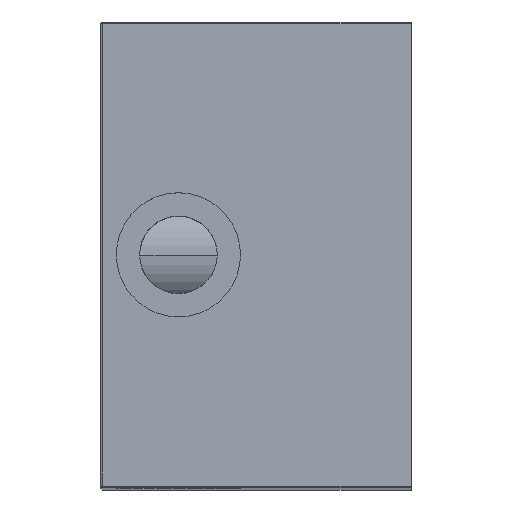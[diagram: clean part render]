
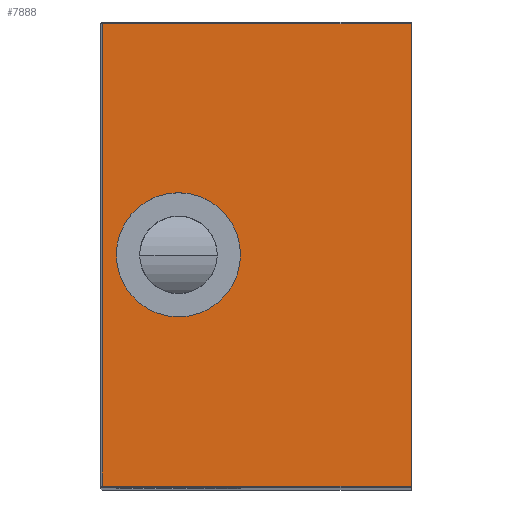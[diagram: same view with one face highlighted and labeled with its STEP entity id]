
A CAD part, top view. The second image highlights one B-rep face of the part: STEP entity #7888.
In plain terms, the highlighted planar face has unit normal (0, 0, 1).
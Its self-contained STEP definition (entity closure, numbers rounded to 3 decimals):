
#16 = ORIENTED_EDGE ( 'NONE', *, *, #8864, .F. ) ;
#186 = CIRCLE ( 'NONE', #3902, 4. ) ;
#324 = EDGE_LOOP ( 'NONE', ( #6763, #7445, #8190, #5825 ) ) ;
#330 = FACE_BOUND ( 'NONE', #5704, .T. ) ;
#619 = CARTESIAN_POINT ( 'NONE',  ( -15., 0., 65. ) ) ;
#819 = VECTOR ( 'NONE', #4771, 1000. ) ;
#1129 = VERTEX_POINT ( 'NONE', #5771 ) ;
#1450 = EDGE_CURVE ( 'NONE', #7293, #7053, #9098, .T. ) ;
#1491 = EDGE_CURVE ( 'NONE', #5922, #7053, #6181, .T. ) ;
#1876 = CARTESIAN_POINT ( 'NONE',  ( 20., 14.9, 65. ) ) ;
#2279 = CIRCLE ( 'NONE', #3472, 4. ) ;
#2330 = VECTOR ( 'NONE', #6054, 1000. ) ;
#3263 = DIRECTION ( 'NONE',  ( 0., -1., 0. ) ) ;
#3309 = DIRECTION ( 'NONE',  ( 1., 0., 0. ) ) ;
#3400 = CARTESIAN_POINT ( 'NONE',  ( 20., -14.9, 65. ) ) ;
#3472 = AXIS2_PLACEMENT_3D ( 'NONE', #4631, #8269, #8920 ) ;
#3548 = EDGE_CURVE ( 'NONE', #5922, #4259, #4645, .T. ) ;
#3836 = CARTESIAN_POINT ( 'NONE',  ( 20., -15., 65. ) ) ;
#3902 = AXIS2_PLACEMENT_3D ( 'NONE', #619, #6938, #6379 ) ;
#4026 = EDGE_CURVE ( 'NONE', #4259, #7293, #6838, .T. ) ;
#4045 = CARTESIAN_POINT ( 'NONE',  ( 0., -14.9, 65. ) ) ;
#4259 = VERTEX_POINT ( 'NONE', #7494 ) ;
#4627 = DIRECTION ( 'NONE',  ( 0., 0., -1. ) ) ;
#4631 = CARTESIAN_POINT ( 'NONE',  ( -15., 0., 65. ) ) ;
#4645 = LINE ( 'NONE', #1876, #2330 ) ;
#4771 = DIRECTION ( 'NONE',  ( 0., -1., 0. ) ) ;
#4840 = CARTESIAN_POINT ( 'NONE',  ( 0., 14.9, 65. ) ) ;
#5291 = FACE_OUTER_BOUND ( 'NONE', #324, .T. ) ;
#5293 = CARTESIAN_POINT ( 'NONE',  ( -19.9, -15., 65. ) ) ;
#5476 = CARTESIAN_POINT ( 'NONE',  ( 0., -15., 65. ) ) ;
#5704 = EDGE_LOOP ( 'NONE', ( #7048, #16 ) ) ;
#5760 = VERTEX_POINT ( 'NONE', #5930 ) ;
#5771 = CARTESIAN_POINT ( 'NONE',  ( -11., 0., 65. ) ) ;
#5825 = ORIENTED_EDGE ( 'NONE', *, *, #1491, .F. ) ;
#5922 = VERTEX_POINT ( 'NONE', #4840 ) ;
#5930 = CARTESIAN_POINT ( 'NONE',  ( -19., 0., 65. ) ) ;
#6054 = DIRECTION ( 'NONE',  ( -1., 0., 0. ) ) ;
#6181 = LINE ( 'NONE', #5476, #819 ) ;
#6379 = DIRECTION ( 'NONE',  ( 1., 0., 0. ) ) ;
#6695 = DIRECTION ( 'NONE',  ( -1., 0., 0. ) ) ;
#6763 = ORIENTED_EDGE ( 'NONE', *, *, #3548, .T. ) ;
#6838 = LINE ( 'NONE', #5293, #7569 ) ;
#6938 = DIRECTION ( 'NONE',  ( 0., 0., 1. ) ) ;
#7048 = ORIENTED_EDGE ( 'NONE', *, *, #7594, .F. ) ;
#7053 = VERTEX_POINT ( 'NONE', #4045 ) ;
#7180 = CARTESIAN_POINT ( 'NONE',  ( -19.9, -14.9, 65. ) ) ;
#7293 = VERTEX_POINT ( 'NONE', #7180 ) ;
#7445 = ORIENTED_EDGE ( 'NONE', *, *, #4026, .T. ) ;
#7494 = CARTESIAN_POINT ( 'NONE',  ( -19.9, 14.9, 65. ) ) ;
#7569 = VECTOR ( 'NONE', #3263, 1000. ) ;
#7594 = EDGE_CURVE ( 'NONE', #1129, #5760, #186, .T. ) ;
#7888 = ADVANCED_FACE ( 'NONE', ( #5291, #330 ), #8177, .F. ) ;
#8079 = AXIS2_PLACEMENT_3D ( 'NONE', #3836, #4627, #6695 ) ;
#8177 = PLANE ( 'NONE',  #8079 ) ;
#8190 = ORIENTED_EDGE ( 'NONE', *, *, #1450, .T. ) ;
#8263 = VECTOR ( 'NONE', #3309, 1000. ) ;
#8269 = DIRECTION ( 'NONE',  ( 0., 0., 1. ) ) ;
#8864 = EDGE_CURVE ( 'NONE', #5760, #1129, #2279, .T. ) ;
#8920 = DIRECTION ( 'NONE',  ( 1., 0., 0. ) ) ;
#9098 = LINE ( 'NONE', #3400, #8263 ) ;
